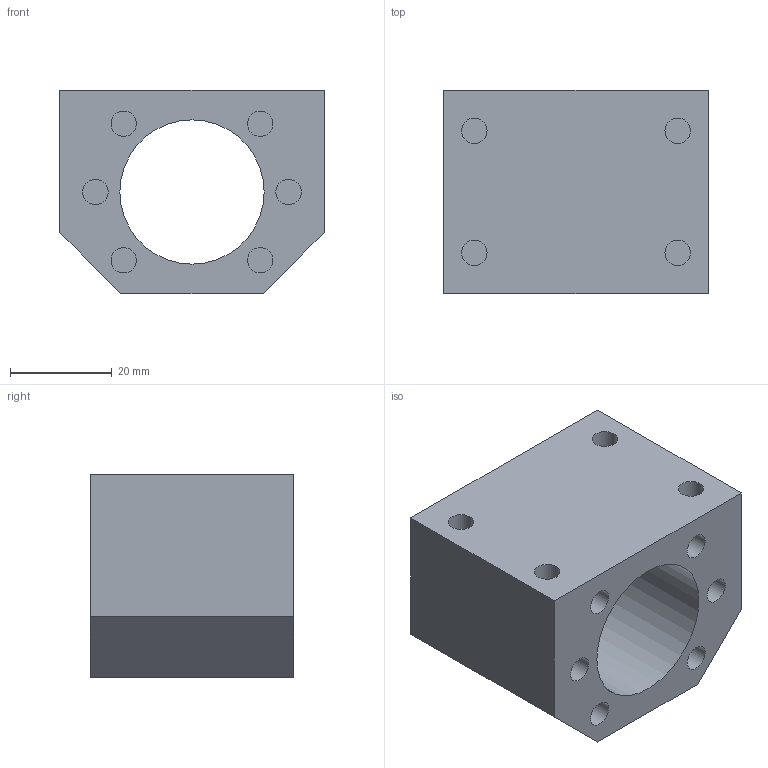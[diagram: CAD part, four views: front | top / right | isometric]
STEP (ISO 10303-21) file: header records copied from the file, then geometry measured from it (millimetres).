
FILE_DESCRIPTION(/* description */ (''),/* implementation_level */ '2;1');
FILE_NAME(/* name */ 'Ballnut Housing 28mm.step',/* time_stamp */ '2020-04-14T17:12:55+01:00',/* author */ (''),/* organization */ (''),/* preprocessor_version */ 'ST-DEVELOPER v18.1',/* originating_system */ 'Autodesk Translation Framework v9.2.0.1227',/* authorisation */ '');
FILE_SCHEMA (('AUTOMOTIVE_DESIGN { 1 0 10303 214 3 1 1 }'));
Length unit declared in the file: millimetre
Products named in the file (2): Ballnut Housing 28mm; Ballnut Housing 28mm_1
Assembly tree (1 placements, depth 2):
  Ballnut Housing 28mm
    Ballnut Housing 28mm_1
Bounding box: 52 x 40 x 40 mm (x, y, z)
Volume: 49745 mm3; surface area: 14856.5 mm2
Topology: 1 solids, 1 shells, 29 faces, 51 edges, 34 vertices
Faces by surface type: plane 18, cylinder 11
Full cylindrical faces by diameter (mm): 5 x10, 28.4 x1
Entity records: 771 total; most frequent: DIRECTION 137, CARTESIAN_POINT 117, ORIENTED_EDGE 102, AXIS2_PLACEMENT_3D 54, EDGE_CURVE 51, EDGE_LOOP 41, VERTEX_POINT 34, FACE_OUTER_BOUND 29
